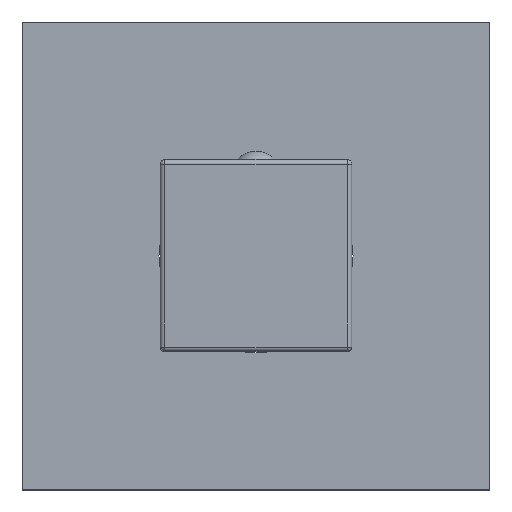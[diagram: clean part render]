
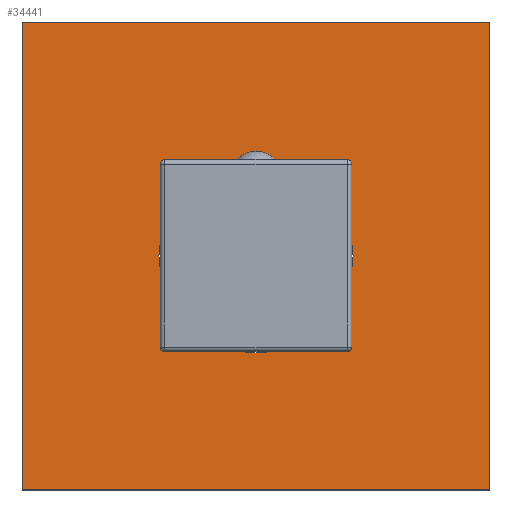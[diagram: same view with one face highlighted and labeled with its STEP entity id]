
A CAD part, top view. The second image highlights one B-rep face of the part: STEP entity #34441.
In plain terms, the highlighted planar face has unit normal (0, 0, 1).
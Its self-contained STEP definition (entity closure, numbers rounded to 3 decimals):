
#34253=DIRECTION('',(0.,1.,0.));
#34254=VECTOR('',#34253,110.);
#34255=CARTESIAN_POINT('',(55.,-55.,52.));
#34256=LINE('',#34255,#34254);
#34257=DIRECTION('',(1.,0.,0.));
#34258=VECTOR('',#34257,110.);
#34259=CARTESIAN_POINT('',(-55.,-55.,52.));
#34260=LINE('',#34259,#34258);
#34261=DIRECTION('',(0.,-1.,0.));
#34262=VECTOR('',#34261,110.);
#34263=CARTESIAN_POINT('',(-55.,55.,52.));
#34264=LINE('',#34263,#34262);
#34265=DIRECTION('',(-1.,0.,0.));
#34266=VECTOR('',#34265,110.);
#34267=CARTESIAN_POINT('',(55.,55.,52.));
#34268=LINE('',#34267,#34266);
#34269=CARTESIAN_POINT('',(0.,0.,52.));
#34270=DIRECTION('',(0.,0.,-1.));
#34271=DIRECTION('',(-1.,0.,0.));
#34272=AXIS2_PLACEMENT_3D('',#34269,#34270,#34271);
#34274=CARTESIAN_POINT('',(0.,0.,52.));
#34275=DIRECTION('',(0.,0.,-1.));
#34276=DIRECTION('',(1.,0.,0.));
#34277=AXIS2_PLACEMENT_3D('',#34274,#34275,#34276);
#34299=CARTESIAN_POINT('',(-22.8,0.,52.));
#34300=CARTESIAN_POINT('',(22.8,0.,52.));
#34301=VERTEX_POINT('',#34299);
#34302=VERTEX_POINT('',#34300);
#34303=CARTESIAN_POINT('',(55.,-55.,52.));
#34304=CARTESIAN_POINT('',(55.,55.,52.));
#34305=VERTEX_POINT('',#34303);
#34306=VERTEX_POINT('',#34304);
#34307=CARTESIAN_POINT('',(-55.,55.,52.));
#34308=VERTEX_POINT('',#34307);
#34309=CARTESIAN_POINT('',(-55.,-55.,52.));
#34310=VERTEX_POINT('',#34309);
#34424=CARTESIAN_POINT('',(0.,0.,52.));
#34425=DIRECTION('',(0.,0.,1.));
#34426=DIRECTION('',(-1.,0.,0.));
#34427=AXIS2_PLACEMENT_3D('',#34424,#34425,#34426);
#34428=PLANE('',#34427);
#34429=ORIENTED_EDGE('',*,*,#34348,.F.);
#34430=ORIENTED_EDGE('',*,*,#34370,.F.);
#34431=ORIENTED_EDGE('',*,*,#34391,.F.);
#34432=ORIENTED_EDGE('',*,*,#34411,.F.);
#34433=EDGE_LOOP('',(#34429,#34430,#34431,#34432));
#34434=FACE_OUTER_BOUND('',#34433,.F.);
#34436=ORIENTED_EDGE('',*,*,#34435,.F.);
#34438=ORIENTED_EDGE('',*,*,#34437,.F.);
#34439=EDGE_LOOP('',(#34436,#34438));
#34440=FACE_BOUND('',#34439,.F.);
#34441=ADVANCED_FACE('',(#34434,#34440),#34428,.T.);
#34273=CIRCLE('',#34272,22.8);
#34278=CIRCLE('',#34277,22.8);
#34348=EDGE_CURVE('',#34305,#34306,#34256,.T.);
#34370=EDGE_CURVE('',#34310,#34305,#34260,.T.);
#34391=EDGE_CURVE('',#34308,#34310,#34264,.T.);
#34411=EDGE_CURVE('',#34306,#34308,#34268,.T.);
#34435=EDGE_CURVE('',#34301,#34302,#34273,.T.);
#34437=EDGE_CURVE('',#34302,#34301,#34278,.T.);
